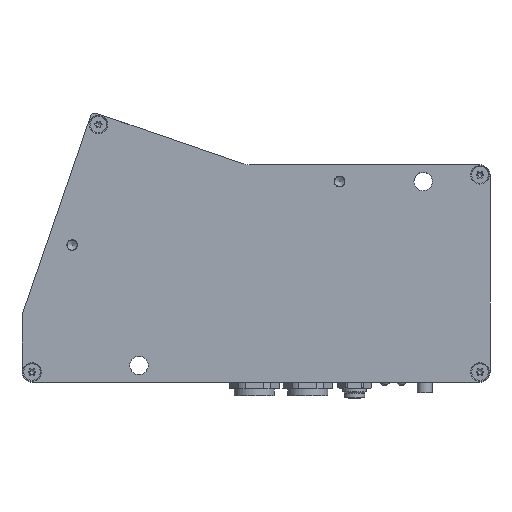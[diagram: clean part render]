
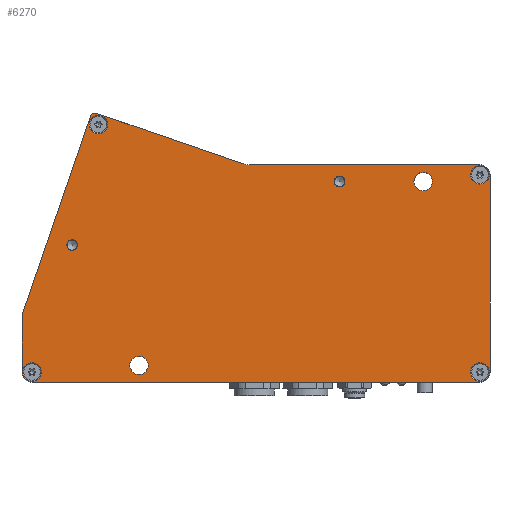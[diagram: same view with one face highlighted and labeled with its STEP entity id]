
A CAD part, top view. The second image highlights one B-rep face of the part: STEP entity #6270.
In plain terms, the highlighted planar face has unit normal (0, 0, 1).
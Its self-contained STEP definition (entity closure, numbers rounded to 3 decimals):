
#269=LINE($,#9643,#643);
#273=LINE($,#9656,#647);
#274=LINE($,#9660,#648);
#275=LINE($,#9664,#649);
#276=LINE($,#9668,#650);
#277=LINE($,#9671,#651);
#643=VECTOR($,#7713,46.445);
#647=VECTOR($,#7725,62.388);
#648=VECTOR($,#7728,16.498);
#649=VECTOR($,#7731,134.);
#650=VECTOR($,#7734,59.);
#651=VECTOR($,#7737,69.076);
#1001=FACE_BOUND($,#1854,.T.);
#1002=FACE_BOUND($,#1855,.T.);
#1003=FACE_BOUND($,#1856,.T.);
#1004=FACE_BOUND($,#1857,.T.);
#1005=FACE_BOUND($,#1858,.T.);
#1006=FACE_BOUND($,#1859,.T.);
#1007=FACE_BOUND($,#1860,.T.);
#1008=FACE_BOUND($,#1861,.T.);
#1396=FACE_OUTER_BOUND($,#1853,.T.);
#1853=EDGE_LOOP($,(#4417,#4418,#4419,#4420,#4421,#4422,#4423,#4424,#4425,
#4426,#4427,#4428));
#1854=EDGE_LOOP($,(#4429));
#1855=EDGE_LOOP($,(#4430));
#1856=EDGE_LOOP($,(#4431));
#1857=EDGE_LOOP($,(#4432));
#1858=EDGE_LOOP($,(#4433));
#1859=EDGE_LOOP($,(#4434));
#1860=EDGE_LOOP($,(#4435));
#1861=EDGE_LOOP($,(#4436));
#2455=CIRCLE($,#6768,1.6);
#2457=CIRCLE($,#6771,1.6);
#2458=CIRCLE($,#6773,5.);
#2460=CIRCLE($,#6777,1.5);
#2462=CIRCLE($,#6780,3.);
#2463=CIRCLE($,#6781,3.);
#2464=CIRCLE($,#6782,3.);
#2465=CIRCLE($,#6783,3.);
#2466=CIRCLE($,#6784,2.775);
#2467=CIRCLE($,#6785,2.775);
#2468=CIRCLE($,#6786,2.775);
#2469=CIRCLE($,#6787,2.775);
#2470=CIRCLE($,#6788,2.75);
#2471=CIRCLE($,#6789,2.75);
#2825=VERTEX_POINT($,#9618);
#2827=VERTEX_POINT($,#9623);
#2829=VERTEX_POINT($,#9627);
#2830=VERTEX_POINT($,#9629);
#2835=VERTEX_POINT($,#9641);
#2836=VERTEX_POINT($,#9645);
#2840=VERTEX_POINT($,#9655);
#2841=VERTEX_POINT($,#9657);
#2842=VERTEX_POINT($,#9659);
#2843=VERTEX_POINT($,#9661);
#2844=VERTEX_POINT($,#9663);
#2845=VERTEX_POINT($,#9665);
#2846=VERTEX_POINT($,#9667);
#2847=VERTEX_POINT($,#9669);
#2848=VERTEX_POINT($,#9672);
#2849=VERTEX_POINT($,#9674);
#2850=VERTEX_POINT($,#9676);
#2851=VERTEX_POINT($,#9678);
#2852=VERTEX_POINT($,#9680);
#2853=VERTEX_POINT($,#9682);
#3473=EDGE_CURVE($,#2825,#2825,#2455,.T.);
#3475=EDGE_CURVE($,#2827,#2827,#2457,.T.);
#3477=EDGE_CURVE($,#2829,#2830,#2458,.T.);
#3484=EDGE_CURVE($,#2835,#2829,#269,.T.);
#3485=EDGE_CURVE($,#2836,#2835,#2460,.T.);
#3490=EDGE_CURVE($,#2840,#2836,#273,.T.);
#3491=EDGE_CURVE($,#2841,#2840,#2462,.T.);
#3492=EDGE_CURVE($,#2842,#2841,#274,.T.);
#3493=EDGE_CURVE($,#2843,#2842,#2463,.T.);
#3494=EDGE_CURVE($,#2844,#2843,#275,.T.);
#3495=EDGE_CURVE($,#2845,#2844,#2464,.T.);
#3496=EDGE_CURVE($,#2846,#2845,#276,.T.);
#3497=EDGE_CURVE($,#2847,#2846,#2465,.T.);
#3498=EDGE_CURVE($,#2830,#2847,#277,.T.);
#3499=EDGE_CURVE($,#2848,#2848,#2466,.T.);
#3500=EDGE_CURVE($,#2849,#2849,#2467,.T.);
#3501=EDGE_CURVE($,#2850,#2850,#2468,.T.);
#3502=EDGE_CURVE($,#2851,#2851,#2469,.T.);
#3503=EDGE_CURVE($,#2852,#2852,#2470,.T.);
#3504=EDGE_CURVE($,#2853,#2853,#2471,.T.);
#4417=ORIENTED_EDGE($,*,*,#3485,.F.);
#4418=ORIENTED_EDGE($,*,*,#3490,.F.);
#4419=ORIENTED_EDGE($,*,*,#3491,.F.);
#4420=ORIENTED_EDGE($,*,*,#3492,.F.);
#4421=ORIENTED_EDGE($,*,*,#3493,.F.);
#4422=ORIENTED_EDGE($,*,*,#3494,.F.);
#4423=ORIENTED_EDGE($,*,*,#3495,.F.);
#4424=ORIENTED_EDGE($,*,*,#3496,.F.);
#4425=ORIENTED_EDGE($,*,*,#3497,.F.);
#4426=ORIENTED_EDGE($,*,*,#3498,.F.);
#4427=ORIENTED_EDGE($,*,*,#3477,.F.);
#4428=ORIENTED_EDGE($,*,*,#3484,.F.);
#4429=ORIENTED_EDGE($,*,*,#3499,.T.);
#4430=ORIENTED_EDGE($,*,*,#3500,.T.);
#4431=ORIENTED_EDGE($,*,*,#3501,.T.);
#4432=ORIENTED_EDGE($,*,*,#3502,.T.);
#4433=ORIENTED_EDGE($,*,*,#3503,.T.);
#4434=ORIENTED_EDGE($,*,*,#3504,.T.);
#4435=ORIENTED_EDGE($,*,*,#3473,.T.);
#4436=ORIENTED_EDGE($,*,*,#3475,.T.);
#6040=PLANE($,#6779);
#6270=ADVANCED_FACE($,(#1396,#1001,#1002,#1003,#1004,#1005,#1006,#1007,
#1008),#6040,.T.);
#6768=AXIS2_PLACEMENT_3D($,#9619,#7691,#7692);
#6771=AXIS2_PLACEMENT_3D($,#9624,#7697,#7698);
#6773=AXIS2_PLACEMENT_3D($,#9630,#7702,#7703);
#6777=AXIS2_PLACEMENT_3D($,#9646,#7716,#7717);
#6779=AXIS2_PLACEMENT_3D($,#9654,#7723,#7724);
#6780=AXIS2_PLACEMENT_3D($,#9658,#7726,#7727);
#6781=AXIS2_PLACEMENT_3D($,#9662,#7729,#7730);
#6782=AXIS2_PLACEMENT_3D($,#9666,#7732,#7733);
#6783=AXIS2_PLACEMENT_3D($,#9670,#7735,#7736);
#6784=AXIS2_PLACEMENT_3D($,#9673,#7738,#7739);
#6785=AXIS2_PLACEMENT_3D($,#9675,#7740,#7741);
#6786=AXIS2_PLACEMENT_3D($,#9677,#7742,#7743);
#6787=AXIS2_PLACEMENT_3D($,#9679,#7744,#7745);
#6788=AXIS2_PLACEMENT_3D($,#9681,#7746,#7747);
#6789=AXIS2_PLACEMENT_3D($,#9683,#7748,#7749);
#7691=DIRECTION('center_axis',(0.,0.,
-1.));
#7692=DIRECTION('ref_axis',(1.,0.,0.));
#7697=DIRECTION('center_axis',(0.,0.,
-1.));
#7698=DIRECTION('ref_axis',(1.,0.,0.));
#7702=DIRECTION('center_axis',(0.,0.,
1.));
#7703=DIRECTION('ref_axis',(-0.165,-0.986,0.));
#7713=DIRECTION($,(0.946,-0.326,0.));
#7716=DIRECTION('center_axis',(0.,0.,
-1.));
#7717=DIRECTION('ref_axis',(-0.438,0.899,0.));
#7723=DIRECTION('center_axis',(0.,0.,
1.));
#7724=DIRECTION('ref_axis',(1.,0.,0.));
#7725=DIRECTION($,(0.326,0.946,0.));
#7726=DIRECTION('center_axis',(0.,0.,
-1.));
#7727=DIRECTION('ref_axis',(-0.986,0.165,0.));
#7728=DIRECTION($,(0.,1.,0.));
#7729=DIRECTION('center_axis',(0.,0.,
-1.));
#7730=DIRECTION('ref_axis',(-0.707,-0.707,0.));
#7731=DIRECTION($,(-1.,0.,0.));
#7732=DIRECTION('center_axis',(0.,0.,
-1.));
#7733=DIRECTION('ref_axis',(0.707,-0.707,0.));
#7734=DIRECTION($,(0.,-1.,0.));
#7735=DIRECTION('center_axis',(0.,0.,
-1.));
#7736=DIRECTION('ref_axis',(0.707,0.707,0.));
#7737=DIRECTION($,(1.,0.,0.));
#7738=DIRECTION('center_axis',(0.,0.,
-1.));
#7739=DIRECTION('ref_axis',(1.,0.,0.));
#7740=DIRECTION('center_axis',(0.,0.,
-1.));
#7741=DIRECTION('ref_axis',(1.,0.,0.));
#7742=DIRECTION('center_axis',(0.,0.,
-1.));
#7743=DIRECTION('ref_axis',(1.,0.,0.));
#7744=DIRECTION('center_axis',(0.,0.,
-1.));
#7745=DIRECTION('ref_axis',(1.,0.,0.));
#7746=DIRECTION('center_axis',(0.,0.,
-1.));
#7747=DIRECTION('ref_axis',(1.,0.,0.));
#7748=DIRECTION('center_axis',(0.,0.,
-1.));
#7749=DIRECTION('ref_axis',(1.,0.,0.));
#9618=CARTESIAN_POINT('',(26.6,27.5,25.));
#9619=CARTESIAN_POINT('Origin',(25.,27.5,25.));
#9623=CARTESIAN_POINT('',(-53.4,8.5,25.));
#9624=CARTESIAN_POINT('Origin',(-55.,8.5,25.));
#9627=CARTESIAN_POINT('',(-3.704,32.772,25.));
#9629=CARTESIAN_POINT('',(-2.076,32.5,25.));
#9630=CARTESIAN_POINT('Origin',(-2.076,37.5,25.));
#9641=CARTESIAN_POINT('',(-47.618,47.893,25.));
#9643=CARTESIAN_POINT($,(-2.913,32.5,25.));
#9645=CARTESIAN_POINT('',(-49.525,46.963,25.));
#9646=CARTESIAN_POINT('Origin',(-48.107,46.475,25.));
#9654=CARTESIAN_POINT('Origin',(1.207,1.211,25.));
#9655=CARTESIAN_POINT('',(-69.837,-12.025,25.));
#9656=CARTESIAN_POINT($,(-49.037,48.382,25.));
#9657=CARTESIAN_POINT('',(-70.,-13.002,25.));
#9658=CARTESIAN_POINT('Origin',(-67.,-13.002,25.));
#9659=CARTESIAN_POINT('',(-70.,-29.5,25.));
#9660=CARTESIAN_POINT($,(-70.,-12.5,25.));
#9661=CARTESIAN_POINT('',(-67.,-32.5,25.));
#9662=CARTESIAN_POINT('Origin',(-67.,-29.5,25.));
#9663=CARTESIAN_POINT('',(67.,-32.5,25.));
#9664=CARTESIAN_POINT($,(-70.,-32.5,25.));
#9665=CARTESIAN_POINT('',(70.,-29.5,25.));
#9666=CARTESIAN_POINT('Origin',(67.,-29.5,25.));
#9667=CARTESIAN_POINT('',(70.,29.5,25.));
#9668=CARTESIAN_POINT($,(70.,-32.5,25.));
#9669=CARTESIAN_POINT('',(67.,32.5,25.));
#9670=CARTESIAN_POINT('Origin',(67.,29.5,25.));
#9671=CARTESIAN_POINT($,(70.,32.5,25.));
#9672=CARTESIAN_POINT('',(-44.402,44.568,25.));
#9673=CARTESIAN_POINT('Origin',(-47.177,44.568,25.));
#9674=CARTESIAN_POINT('',(-64.225,-29.5,25.));
#9675=CARTESIAN_POINT('Origin',(-67.,-29.5,25.));
#9676=CARTESIAN_POINT('',(69.775,29.5,25.));
#9677=CARTESIAN_POINT('Origin',(67.,29.5,25.));
#9678=CARTESIAN_POINT('',(69.775,-29.5,25.));
#9679=CARTESIAN_POINT('Origin',(67.,-29.5,25.));
#9680=CARTESIAN_POINT('',(-32.25,-27.5,25.));
#9681=CARTESIAN_POINT('Origin',(-35.,-27.5,25.));
#9682=CARTESIAN_POINT('',(52.75,27.5,25.));
#9683=CARTESIAN_POINT('Origin',(50.,27.5,25.));
